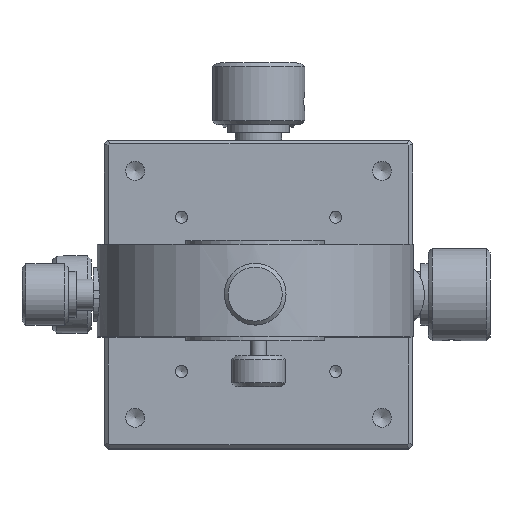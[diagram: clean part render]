
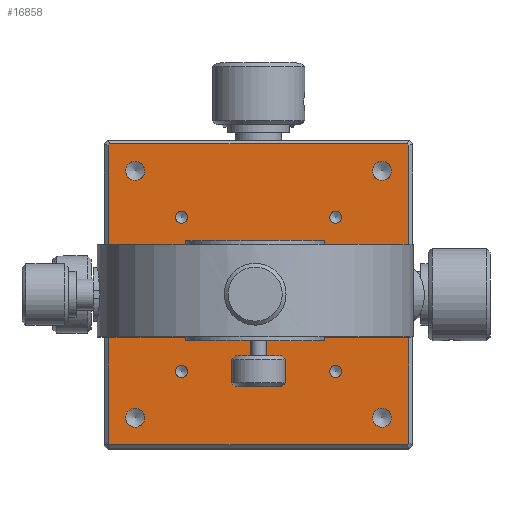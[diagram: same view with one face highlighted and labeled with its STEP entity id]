
A CAD part, top view. The second image highlights one B-rep face of the part: STEP entity #16858.
In plain terms, the highlighted planar face has unit normal (0, 0, 1).
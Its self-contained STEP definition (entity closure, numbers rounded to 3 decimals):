
#540=FACE_BOUND('',#3149,.T.);
#541=FACE_BOUND('',#3150,.T.);
#542=FACE_BOUND('',#3151,.T.);
#543=FACE_BOUND('',#3152,.T.);
#544=FACE_BOUND('',#3153,.T.);
#545=FACE_BOUND('',#3154,.T.);
#546=FACE_BOUND('',#3155,.T.);
#547=FACE_BOUND('',#3156,.T.);
#548=FACE_BOUND('',#3157,.T.);
#1062=PLANE('',#18796);
#1951=FACE_OUTER_BOUND('',#3148,.T.);
#3148=EDGE_LOOP('',(#14531,#14532,#14533,#14534,#14535,#14536,#14537,#14538));
#3149=EDGE_LOOP('',(#14539));
#3150=EDGE_LOOP('',(#14540));
#3151=EDGE_LOOP('',(#14541));
#3152=EDGE_LOOP('',(#14542));
#3153=EDGE_LOOP('',(#14543));
#3154=EDGE_LOOP('',(#14544));
#3155=EDGE_LOOP('',(#14545));
#3156=EDGE_LOOP('',(#14546));
#3157=EDGE_LOOP('',(#14547));
#4149=CIRCLE('',#18797,0.784);
#4150=CIRCLE('',#18798,0.784);
#4151=CIRCLE('',#18799,0.784);
#4152=CIRCLE('',#18800,0.784);
#4153=CIRCLE('',#18801,1.621);
#4154=CIRCLE('',#18802,1.23);
#4155=CIRCLE('',#18803,1.23);
#4156=CIRCLE('',#18804,1.23);
#4157=CIRCLE('',#18805,1.23);
#5339=LINE('',#29376,#6582);
#5343=LINE('',#29383,#6586);
#5346=LINE('',#29388,#6589);
#5348=LINE('',#29393,#6591);
#5352=LINE('',#29400,#6595);
#5354=LINE('',#29403,#6597);
#5356=LINE('',#29408,#6599);
#5358=LINE('',#29411,#6601);
#6582=VECTOR('',#23108,38.586);
#6586=VECTOR('',#23114,0.293);
#6589=VECTOR('',#23119,38.586);
#6591=VECTOR('',#23123,0.293);
#6595=VECTOR('',#23129,38.586);
#6597=VECTOR('',#23133,0.293);
#6599=VECTOR('',#23137,38.586);
#6601=VECTOR('',#23141,0.293);
#8224=VERTEX_POINT('',#29374);
#8225=VERTEX_POINT('',#29375);
#8227=VERTEX_POINT('',#29382);
#8228=VERTEX_POINT('',#29387);
#8229=VERTEX_POINT('',#29391);
#8230=VERTEX_POINT('',#29392);
#8232=VERTEX_POINT('',#29399);
#8234=VERTEX_POINT('',#29407);
#8242=VERTEX_POINT('',#29445);
#8243=VERTEX_POINT('',#29447);
#8244=VERTEX_POINT('',#29449);
#8245=VERTEX_POINT('',#29451);
#8246=VERTEX_POINT('',#29453);
#8247=VERTEX_POINT('',#29455);
#8248=VERTEX_POINT('',#29457);
#8249=VERTEX_POINT('',#29459);
#8250=VERTEX_POINT('',#29461);
#10388=EDGE_CURVE('',#8224,#8225,#5339,.T.);
#10392=EDGE_CURVE('',#8225,#8227,#5343,.T.);
#10395=EDGE_CURVE('',#8227,#8228,#5346,.T.);
#10397=EDGE_CURVE('',#8229,#8230,#5348,.T.);
#10401=EDGE_CURVE('',#8232,#8229,#5352,.T.);
#10403=EDGE_CURVE('',#8228,#8232,#5354,.T.);
#10405=EDGE_CURVE('',#8230,#8234,#5356,.T.);
#10407=EDGE_CURVE('',#8234,#8224,#5358,.T.);
#10420=EDGE_CURVE('',#8242,#8242,#4149,.T.);
#10421=EDGE_CURVE('',#8243,#8243,#4150,.T.);
#10422=EDGE_CURVE('',#8244,#8244,#4151,.T.);
#10423=EDGE_CURVE('',#8245,#8245,#4152,.T.);
#10424=EDGE_CURVE('',#8246,#8246,#4153,.T.);
#10425=EDGE_CURVE('',#8247,#8247,#4154,.T.);
#10426=EDGE_CURVE('',#8248,#8248,#4155,.T.);
#10427=EDGE_CURVE('',#8249,#8249,#4156,.T.);
#10428=EDGE_CURVE('',#8250,#8250,#4157,.T.);
#14531=ORIENTED_EDGE('',*,*,#10397,.F.);
#14532=ORIENTED_EDGE('',*,*,#10401,.F.);
#14533=ORIENTED_EDGE('',*,*,#10403,.F.);
#14534=ORIENTED_EDGE('',*,*,#10395,.F.);
#14535=ORIENTED_EDGE('',*,*,#10392,.F.);
#14536=ORIENTED_EDGE('',*,*,#10388,.F.);
#14537=ORIENTED_EDGE('',*,*,#10407,.F.);
#14538=ORIENTED_EDGE('',*,*,#10405,.F.);
#14539=ORIENTED_EDGE('',*,*,#10420,.T.);
#14540=ORIENTED_EDGE('',*,*,#10421,.T.);
#14541=ORIENTED_EDGE('',*,*,#10422,.T.);
#14542=ORIENTED_EDGE('',*,*,#10423,.T.);
#14543=ORIENTED_EDGE('',*,*,#10424,.T.);
#14544=ORIENTED_EDGE('',*,*,#10425,.T.);
#14545=ORIENTED_EDGE('',*,*,#10426,.T.);
#14546=ORIENTED_EDGE('',*,*,#10427,.T.);
#14547=ORIENTED_EDGE('',*,*,#10428,.T.);
#16858=ADVANCED_FACE('',(#1951,#540,#541,#542,#543,#544,#545,#546,#547,
#548),#1062,.F.);
#18796=AXIS2_PLACEMENT_3D('',#29444,#23157,#23158);
#18797=AXIS2_PLACEMENT_3D('',#29446,#23159,#23160);
#18798=AXIS2_PLACEMENT_3D('',#29448,#23161,#23162);
#18799=AXIS2_PLACEMENT_3D('',#29450,#23163,#23164);
#18800=AXIS2_PLACEMENT_3D('',#29452,#23165,#23166);
#18801=AXIS2_PLACEMENT_3D('',#29454,#23167,#23168);
#18802=AXIS2_PLACEMENT_3D('',#29456,#23169,#23170);
#18803=AXIS2_PLACEMENT_3D('',#29458,#23171,#23172);
#18804=AXIS2_PLACEMENT_3D('',#29460,#23173,#23174);
#18805=AXIS2_PLACEMENT_3D('',#29462,#23175,#23176);
#23108=DIRECTION('',(0.,1.,0.));
#23114=DIRECTION('',(0.707,0.707,0.));
#23119=DIRECTION('',(1.,0.,0.));
#23123=DIRECTION('',(-0.707,-0.707,0.));
#23129=DIRECTION('',(0.,-1.,0.));
#23133=DIRECTION('',(0.707,-0.707,0.));
#23137=DIRECTION('',(-1.,0.,0.));
#23141=DIRECTION('',(-0.707,0.707,0.));
#23157=DIRECTION('center_axis',(0.,0.,-1.));
#23158=DIRECTION('ref_axis',(1.,0.,0.));
#23159=DIRECTION('center_axis',(0.,0.,-1.));
#23160=DIRECTION('ref_axis',(-1.,0.,0.));
#23161=DIRECTION('center_axis',(0.,0.,-1.));
#23162=DIRECTION('ref_axis',(-1.,0.,0.));
#23163=DIRECTION('center_axis',(0.,0.,-1.));
#23164=DIRECTION('ref_axis',(-1.,0.,0.));
#23165=DIRECTION('center_axis',(0.,0.,-1.));
#23166=DIRECTION('ref_axis',(-1.,0.,0.));
#23167=DIRECTION('center_axis',(0.,0.,-1.));
#23168=DIRECTION('ref_axis',(-1.,0.,0.));
#23169=DIRECTION('center_axis',(0.,0.,-1.));
#23170=DIRECTION('ref_axis',(-1.,0.,0.));
#23171=DIRECTION('center_axis',(0.,0.,-1.));
#23172=DIRECTION('ref_axis',(-1.,0.,0.));
#23173=DIRECTION('center_axis',(0.,0.,-1.));
#23174=DIRECTION('ref_axis',(-1.,0.,0.));
#23175=DIRECTION('center_axis',(0.,0.,-1.));
#23176=DIRECTION('ref_axis',(-1.,0.,0.));
#29374=CARTESIAN_POINT('',(-19.5,-19.293,-35.));
#29375=CARTESIAN_POINT('',(-19.5,19.293,-35.));
#29376=CARTESIAN_POINT('',(-19.5,-19.293,-35.));
#29382=CARTESIAN_POINT('',(-19.293,19.5,-35.));
#29383=CARTESIAN_POINT('',(-19.5,19.293,-35.));
#29387=CARTESIAN_POINT('',(19.293,19.5,-35.));
#29388=CARTESIAN_POINT('',(-19.293,19.5,-35.));
#29391=CARTESIAN_POINT('',(19.5,-19.293,-35.));
#29392=CARTESIAN_POINT('',(19.293,-19.5,-35.));
#29393=CARTESIAN_POINT('',(19.5,-19.293,-35.));
#29399=CARTESIAN_POINT('',(19.5,19.293,-35.));
#29400=CARTESIAN_POINT('',(19.5,19.293,-35.));
#29403=CARTESIAN_POINT('',(19.293,19.5,-35.));
#29407=CARTESIAN_POINT('',(-19.293,-19.5,-35.));
#29408=CARTESIAN_POINT('',(19.293,-19.5,-35.));
#29411=CARTESIAN_POINT('',(-19.293,-19.5,-35.));
#29444=CARTESIAN_POINT('Origin',(0.,47.,-35.));
#29445=CARTESIAN_POINT('',(-10.784,10.,-35.));
#29446=CARTESIAN_POINT('Origin',(-10.,10.,-35.));
#29447=CARTESIAN_POINT('',(9.217,10.,-35.));
#29448=CARTESIAN_POINT('Origin',(10.,10.,-35.));
#29449=CARTESIAN_POINT('',(-10.784,-10.,-35.));
#29450=CARTESIAN_POINT('Origin',(-10.,-10.,-35.));
#29451=CARTESIAN_POINT('',(9.217,-10.,-35.));
#29452=CARTESIAN_POINT('Origin',(10.,-10.,-35.));
#29453=CARTESIAN_POINT('',(-1.621,0.,-35.));
#29454=CARTESIAN_POINT('Origin',(0.,0.,-35.));
#29455=CARTESIAN_POINT('',(-17.23,16.,-35.));
#29456=CARTESIAN_POINT('Origin',(-16.,16.,-35.));
#29457=CARTESIAN_POINT('',(14.771,16.,-35.));
#29458=CARTESIAN_POINT('Origin',(16.,16.,-35.));
#29459=CARTESIAN_POINT('',(-17.23,-16.,-35.));
#29460=CARTESIAN_POINT('Origin',(-16.,-16.,-35.));
#29461=CARTESIAN_POINT('',(14.771,-16.,-35.));
#29462=CARTESIAN_POINT('Origin',(16.,-16.,-35.));
